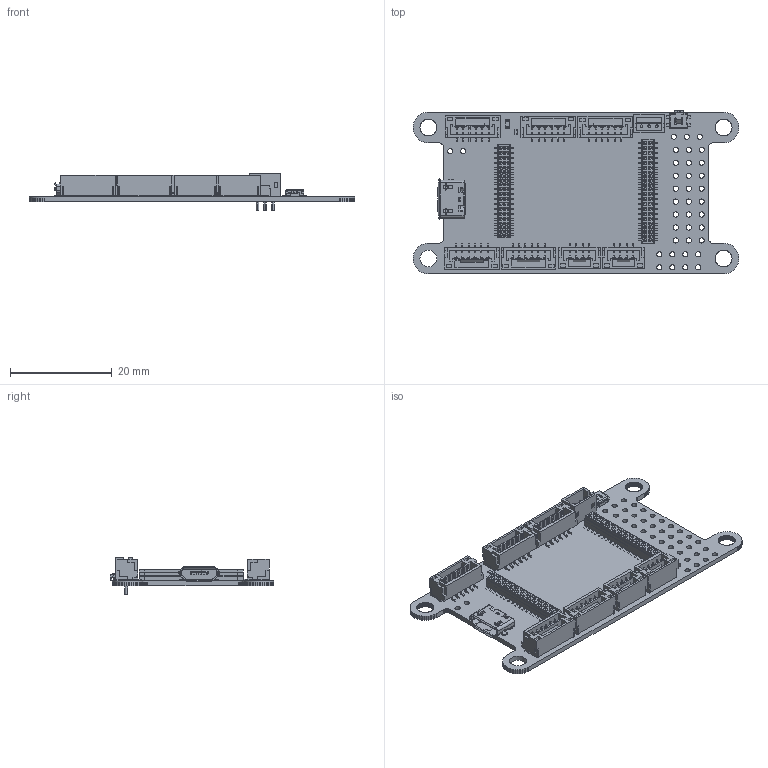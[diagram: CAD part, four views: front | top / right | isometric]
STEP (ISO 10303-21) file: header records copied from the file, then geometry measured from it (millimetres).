
FILE_DESCRIPTION(('KiCad electronic assembly'),'2;1');
FILE_NAME('mRo_M10066B_Zero_OEM_Carrier_Demo.step','2023-10-12T19:15:58' ,('Pcbnew'),('Kicad'),'Open CASCADE STEP processor 7.5', 'KiCad to STEP converter','Unknown');
FILE_SCHEMA(('AUTOMOTIVE_DESIGN { 1 0 10303 214 1 1 1 1 }'));
Length unit declared in the file: millimetre
Products named in the file (20): mRo_M10066B_Zero_OEM_Carrier_Demo 1; JST_GH_BM06B-GHS-TBT_1x06-1MP_P1.25mm_Vertical; SOLID; CLM-118-02-L-D; COMPOUND; CLM-120-02-L-D; R_0402_1005Metric; JST_GH_BM04B-GHS-TBT_1x04-1MP_P1.25mm_Vertical; B3B-ZR; LED_0603_1608Metric; EVQP7-JA-01P; USB_Micro-B_Molex_47346-0001; M10066C_CZOEM_DemoCarrier PCB
Assembly tree (24 placements, depth 3):
  mRo_M10066B_Zero_OEM_Carrier_Demo 1
    JST_GH_BM06B-GHS-TBT_1x06-1MP_P1.25mm_Vertical  x5
      SOLID
    CLM-118-02-L-D
      COMPOUND
    CLM-120-02-L-D
      COMPOUND
    R_0402_1005Metric
      SOLID
    JST_GH_BM04B-GHS-TBT_1x04-1MP_P1.25mm_Vertical  x2
      SOLID
    B3B-ZR
      SOLID
    LED_0603_1608Metric
      SOLID
    EVQP7-JA-01P
      SOLID
    USB_Micro-B_Molex_47346-0001
      SOLID
    M10066C_CZOEM_DemoCarrier PCB
Bounding box: 63.89 x 32.1 x 7.2 mm (x, y, z)
Volume: 2632.3 mm3; surface area: 7563.2 mm2
Topology: 17 solids, 17 shells, 4739 faces, 13258 edges, 8672 vertices
Faces by surface type: plane 4330, cylinder 405, sphere 4
Full cylindrical faces by diameter (mm): 0.6 x3, 1.016 x37, 3.302 x1
Entity records: 249881 total; most frequent: CARTESIAN_POINT 43435, DIRECTION 36914, LINE 27569, VECTOR 27569, ORIENTED_EDGE 19690, PCURVE 19690, DEFINITIONAL_REPRESENTATION 19690, EDGE_CURVE 9845
